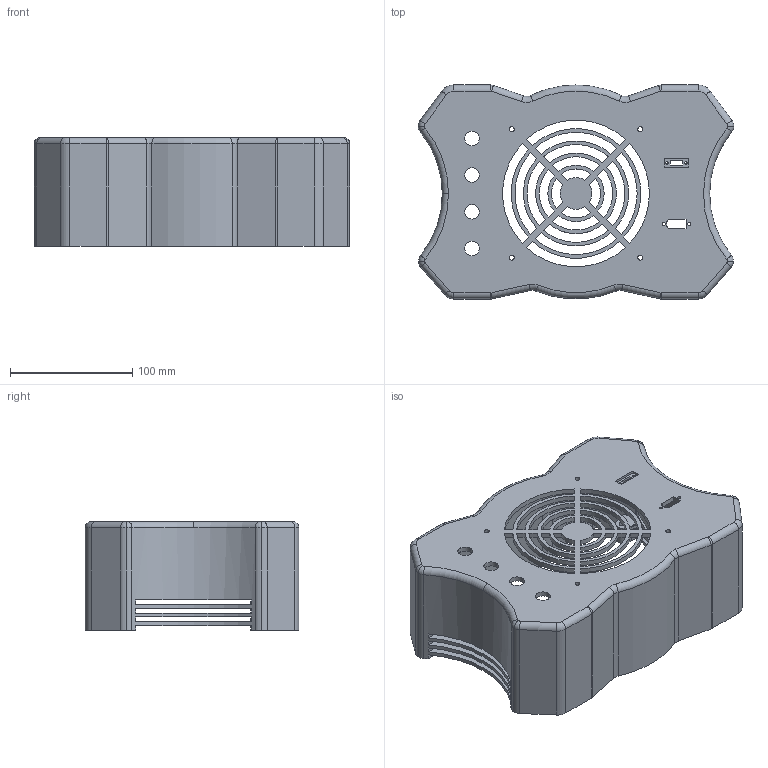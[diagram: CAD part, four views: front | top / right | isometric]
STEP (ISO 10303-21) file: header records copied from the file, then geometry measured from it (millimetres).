
FILE_DESCRIPTION (( 'STEP AP203' ), '1' );
FILE_NAME ('Back cover.STEP', '2026-01-11T20:15:43', ( '' ), ( '' ), 'SwSTEP 2.0', 'SolidWorks 2024', '' );
FILE_SCHEMA (( 'CONFIG_CONTROL_DESIGN' ));
Length unit declared in the file: millimetre
Products named in the file (1): Back cover
Bounding box: 258.26 x 175 x 89 mm (x, y, z)
Volume: 530000.1 mm3; surface area: 218941.6 mm2
Topology: 1 solids, 1 shells, 302 faces, 887 edges, 580 vertices
Faces by surface type: cylinder 154, plane 123, torus 25
Entity records: 10413 total; most frequent: DIRECTION 1874, ORIENTED_EDGE 1774, CARTESIAN_POINT 1770, EDGE_CURVE 887, AXIS2_PLACEMENT_3D 684, VERTEX_POINT 580, LINE 506, VECTOR 506
